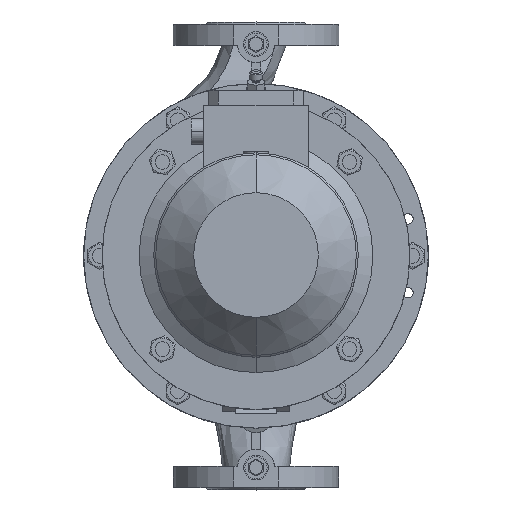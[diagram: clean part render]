
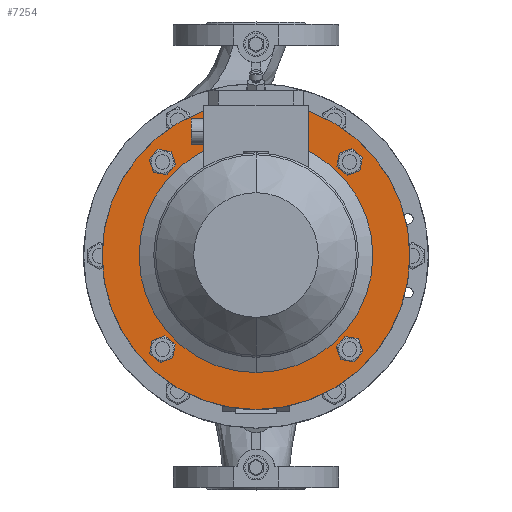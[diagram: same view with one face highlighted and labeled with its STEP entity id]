
A CAD part, top view. The second image highlights one B-rep face of the part: STEP entity #7254.
In plain terms, the highlighted planar face has unit normal (0, 0, 1).
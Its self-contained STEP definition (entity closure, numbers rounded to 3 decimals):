
#188 = FACE_BOUND ( 'NONE', #2054, .T. ) ;
#332 = EDGE_LOOP ( 'NONE', ( #27501, #8090 ) ) ;
#758 = AXIS2_PLACEMENT_3D ( 'NONE', #4030, #11259, #22083 ) ;
#848 = EDGE_CURVE ( 'NONE', #16212, #16512, #25255, .T. ) ;
#986 = DIRECTION ( 'NONE',  ( 0., 0., 1. ) ) ;
#1480 = EDGE_CURVE ( 'NONE', #20187, #7616, #9843, .T. ) ;
#1499 = AXIS2_PLACEMENT_3D ( 'NONE', #8314, #25618, #21209 ) ;
#1564 = ORIENTED_EDGE ( 'NONE', *, *, #12574, .T. ) ;
#1641 = CIRCLE ( 'NONE', #28321, 125. ) ;
#2009 = EDGE_CURVE ( 'NONE', #6304, #18576, #6980, .T. ) ;
#2054 = EDGE_LOOP ( 'NONE', ( #27400, #13620 ) ) ;
#2605 = DIRECTION ( 'NONE',  ( 0., 1., 0. ) ) ;
#3330 = DIRECTION ( 'NONE',  ( 0., 0., -1. ) ) ;
#3397 = AXIS2_PLACEMENT_3D ( 'NONE', #10345, #13004, #15568 ) ;
#3490 = FACE_BOUND ( 'NONE', #7112, .T. ) ;
#3842 = ORIENTED_EDGE ( 'NONE', *, *, #1480, .T. ) ;
#3957 = CIRCLE ( 'NONE', #10166, 95. ) ;
#3962 = ORIENTED_EDGE ( 'NONE', *, *, #6268, .T. ) ;
#4030 = CARTESIAN_POINT ( 'NONE',  ( 0., 125., 172. ) ) ;
#4467 = DIRECTION ( 'NONE',  ( 0., 0., -1. ) ) ;
#4788 = AXIS2_PLACEMENT_3D ( 'NONE', #12399, #4467, #7034 ) ;
#5733 = CARTESIAN_POINT ( 'NONE',  ( 76.014, 76.014, 172. ) ) ;
#6268 = EDGE_CURVE ( 'NONE', #13107, #32010, #29467, .T. ) ;
#6304 = VERTEX_POINT ( 'NONE', #24210 ) ;
#6315 = EDGE_CURVE ( 'NONE', #18576, #6304, #7591, .T. ) ;
#6409 = CARTESIAN_POINT ( 'NONE',  ( 76.014, -76.014, 172. ) ) ;
#6980 = CIRCLE ( 'NONE', #32009, 9.025 ) ;
#7034 = DIRECTION ( 'NONE',  ( 0., 1., 0. ) ) ;
#7089 = FACE_OUTER_BOUND ( 'NONE', #29392, .T. ) ;
#7112 = EDGE_LOOP ( 'NONE', ( #1564, #3842 ) ) ;
#7254 = ADVANCED_FACE ( 'NONE', ( #21647, #25296, #3490, #188, #26874, #7089 ), #19496, .T. ) ;
#7591 = CIRCLE ( 'NONE', #19339, 9.025 ) ;
#7616 = VERTEX_POINT ( 'NONE', #22376 ) ;
#7798 = DIRECTION ( 'NONE',  ( 0., 1., 0. ) ) ;
#7867 = CARTESIAN_POINT ( 'NONE',  ( 0., 0., 172. ) ) ;
#8001 = EDGE_CURVE ( 'NONE', #32010, #13107, #9059, .T. ) ;
#8090 = ORIENTED_EDGE ( 'NONE', *, *, #17888, .T. ) ;
#8314 = CARTESIAN_POINT ( 'NONE',  ( -76.014, -76.014, 172. ) ) ;
#8402 = EDGE_CURVE ( 'NONE', #25535, #12963, #8640, .T. ) ;
#8508 = CARTESIAN_POINT ( 'NONE',  ( -67.126, 74.447, 172. ) ) ;
#8640 = CIRCLE ( 'NONE', #3397, 95. ) ;
#8776 = CIRCLE ( 'NONE', #24364, 9.025 ) ;
#9059 = CIRCLE ( 'NONE', #21090, 9.025 ) ;
#9673 = CARTESIAN_POINT ( 'NONE',  ( 0., -125., 172. ) ) ;
#9843 = CIRCLE ( 'NONE', #12571, 9.025 ) ;
#10166 = AXIS2_PLACEMENT_3D ( 'NONE', #7867, #20548, #2605 ) ;
#10345 = CARTESIAN_POINT ( 'NONE',  ( 0., 0., 172. ) ) ;
#11259 = DIRECTION ( 'NONE',  ( 0., 0., 1. ) ) ;
#11276 = DIRECTION ( 'NONE',  ( 0., 0., -1. ) ) ;
#11432 = EDGE_CURVE ( 'NONE', #22599, #27384, #1641, .T. ) ;
#11813 = CARTESIAN_POINT ( 'NONE',  ( -77.581, -84.902, 172. ) ) ;
#12399 = CARTESIAN_POINT ( 'NONE',  ( 0., 0., 172. ) ) ;
#12571 = AXIS2_PLACEMENT_3D ( 'NONE', #32626, #32283, #14380 ) ;
#12574 = EDGE_CURVE ( 'NONE', #7616, #20187, #14923, .T. ) ;
#12963 = VERTEX_POINT ( 'NONE', #22879 ) ;
#13004 = DIRECTION ( 'NONE',  ( 0., 0., -1. ) ) ;
#13107 = VERTEX_POINT ( 'NONE', #25595 ) ;
#13526 = DIRECTION ( 'NONE',  ( 0., -1., 0. ) ) ;
#13620 = ORIENTED_EDGE ( 'NONE', *, *, #2009, .F. ) ;
#13819 = DIRECTION ( 'NONE',  ( 0., -1., 0. ) ) ;
#14066 = CARTESIAN_POINT ( 'NONE',  ( 74.447, 67.126, 172. ) ) ;
#14228 = AXIS2_PLACEMENT_3D ( 'NONE', #5733, #11276, #24163 ) ;
#14380 = DIRECTION ( 'NONE',  ( 0., -1., 0. ) ) ;
#14414 = DIRECTION ( 'NONE',  ( 0., -1., 0. ) ) ;
#14923 = CIRCLE ( 'NONE', #1499, 9.025 ) ;
#15449 = ORIENTED_EDGE ( 'NONE', *, *, #24534, .T. ) ;
#15475 = CARTESIAN_POINT ( 'NONE',  ( 77.581, 84.902, 172. ) ) ;
#15568 = DIRECTION ( 'NONE',  ( 0., 1., 0. ) ) ;
#16212 = VERTEX_POINT ( 'NONE', #14066 ) ;
#16314 = CARTESIAN_POINT ( 'NONE',  ( 76.014, -76.014, 172. ) ) ;
#16427 = CARTESIAN_POINT ( 'NONE',  ( -76.014, 76.014, 172. ) ) ;
#16512 = VERTEX_POINT ( 'NONE', #15475 ) ;
#16550 = DIRECTION ( 'NONE',  ( 0., 0., -1. ) ) ;
#16651 = CARTESIAN_POINT ( 'NONE',  ( 76.014, 76.014, 172. ) ) ;
#17683 = ORIENTED_EDGE ( 'NONE', *, *, #8001, .T. ) ;
#17888 = EDGE_CURVE ( 'NONE', #16512, #16212, #8776, .T. ) ;
#18576 = VERTEX_POINT ( 'NONE', #8508 ) ;
#18958 = DIRECTION ( 'NONE',  ( 0., -1., 0. ) ) ;
#19339 = AXIS2_PLACEMENT_3D ( 'NONE', #16427, #28959, #13526 ) ;
#19496 = PLANE ( 'NONE',  #758 ) ;
#20187 = VERTEX_POINT ( 'NONE', #11813 ) ;
#20313 = ORIENTED_EDGE ( 'NONE', *, *, #25627, .F. ) ;
#20548 = DIRECTION ( 'NONE',  ( 0., 0., -1. ) ) ;
#21090 = AXIS2_PLACEMENT_3D ( 'NONE', #6409, #31843, #13819 ) ;
#21209 = DIRECTION ( 'NONE',  ( 0., -1., 0. ) ) ;
#21537 = CARTESIAN_POINT ( 'NONE',  ( -76.014, 76.014, 172. ) ) ;
#21647 = FACE_BOUND ( 'NONE', #332, .T. ) ;
#21928 = EDGE_LOOP ( 'NONE', ( #15449, #25542 ) ) ;
#22063 = CARTESIAN_POINT ( 'NONE',  ( 0., -95., 172. ) ) ;
#22083 = DIRECTION ( 'NONE',  ( 0., -1., 0. ) ) ;
#22090 = CIRCLE ( 'NONE', #4788, 125. ) ;
#22376 = CARTESIAN_POINT ( 'NONE',  ( -74.447, -67.126, 172. ) ) ;
#22599 = VERTEX_POINT ( 'NONE', #26924 ) ;
#22879 = CARTESIAN_POINT ( 'NONE',  ( 0., 95., 172. ) ) ;
#24163 = DIRECTION ( 'NONE',  ( 0., -1., 0. ) ) ;
#24210 = CARTESIAN_POINT ( 'NONE',  ( -84.902, 77.581, 172. ) ) ;
#24364 = AXIS2_PLACEMENT_3D ( 'NONE', #16651, #16550, #14414 ) ;
#24534 = EDGE_CURVE ( 'NONE', #12963, #25535, #3957, .T. ) ;
#24543 = AXIS2_PLACEMENT_3D ( 'NONE', #16314, #3330, #29400 ) ;
#25099 = ORIENTED_EDGE ( 'NONE', *, *, #11432, .F. ) ;
#25255 = CIRCLE ( 'NONE', #14228, 9.025 ) ;
#25296 = FACE_BOUND ( 'NONE', #31469, .T. ) ;
#25535 = VERTEX_POINT ( 'NONE', #22063 ) ;
#25542 = ORIENTED_EDGE ( 'NONE', *, *, #8402, .T. ) ;
#25595 = CARTESIAN_POINT ( 'NONE',  ( 67.126, -74.447, 172. ) ) ;
#25618 = DIRECTION ( 'NONE',  ( 0., 0., -1. ) ) ;
#25627 = EDGE_CURVE ( 'NONE', #27384, #22599, #22090, .T. ) ;
#25691 = DIRECTION ( 'NONE',  ( 0., 0., -1. ) ) ;
#26874 = FACE_BOUND ( 'NONE', #21928, .T. ) ;
#26924 = CARTESIAN_POINT ( 'NONE',  ( 0., 125., 172. ) ) ;
#27384 = VERTEX_POINT ( 'NONE', #9673 ) ;
#27400 = ORIENTED_EDGE ( 'NONE', *, *, #6315, .F. ) ;
#27501 = ORIENTED_EDGE ( 'NONE', *, *, #848, .T. ) ;
#28321 = AXIS2_PLACEMENT_3D ( 'NONE', #30986, #25691, #7798 ) ;
#28959 = DIRECTION ( 'NONE',  ( 0., 0., 1. ) ) ;
#29241 = CARTESIAN_POINT ( 'NONE',  ( 84.902, -77.581, 172. ) ) ;
#29392 = EDGE_LOOP ( 'NONE', ( #25099, #20313 ) ) ;
#29400 = DIRECTION ( 'NONE',  ( 0., -1., 0. ) ) ;
#29467 = CIRCLE ( 'NONE', #24543, 9.025 ) ;
#30986 = CARTESIAN_POINT ( 'NONE',  ( 0., 0., 172. ) ) ;
#31469 = EDGE_LOOP ( 'NONE', ( #3962, #17683 ) ) ;
#31843 = DIRECTION ( 'NONE',  ( 0., 0., -1. ) ) ;
#32009 = AXIS2_PLACEMENT_3D ( 'NONE', #21537, #986, #18958 ) ;
#32010 = VERTEX_POINT ( 'NONE', #29241 ) ;
#32283 = DIRECTION ( 'NONE',  ( 0., 0., -1. ) ) ;
#32626 = CARTESIAN_POINT ( 'NONE',  ( -76.014, -76.014, 172. ) ) ;
